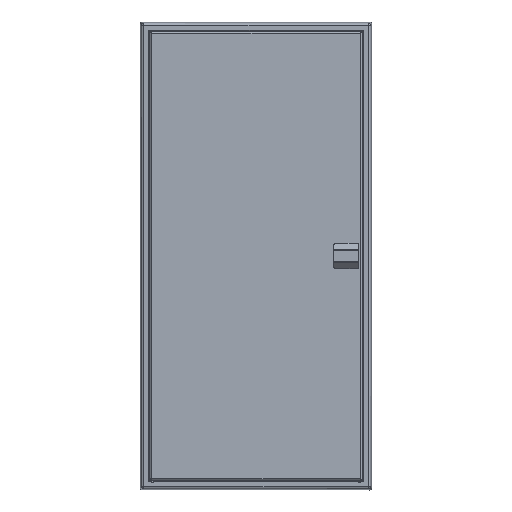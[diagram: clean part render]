
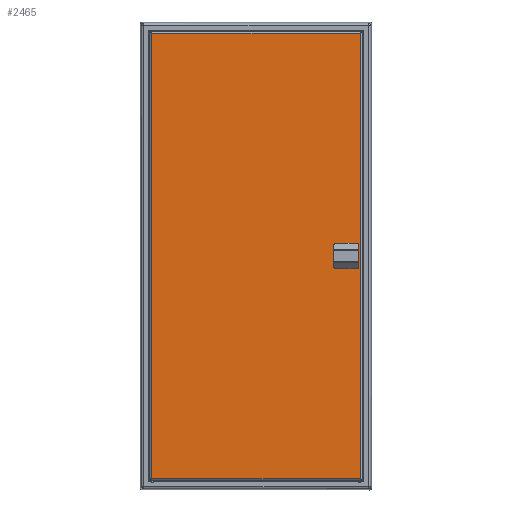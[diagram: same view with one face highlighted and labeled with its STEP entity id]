
A CAD part, front view. The second image highlights one B-rep face of the part: STEP entity #2465.
In plain terms, the highlighted face is planar.
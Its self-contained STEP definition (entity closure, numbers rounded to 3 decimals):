
#383=CARTESIAN_POINT('',(-139.849,94.133,-235.354));
#388=DIRECTION('',(0.,0.,1.));
#389=VECTOR('',#388,595.727);
#390=CARTESIAN_POINT('',(139.837,94.133,-235.354));
#391=LINE('',#390,#389);
#395=DIRECTION('',(0.,0.,-1.));
#396=VECTOR('',#395,595.727);
#397=CARTESIAN_POINT('',(-139.849,94.133,360.373));
#398=LINE('',#397,#396);
#402=DIRECTION('',(0.,0.,1.));
#403=VECTOR('',#402,29.337);
#404=CARTESIAN_POINT('',(104.1,94.133,47.832));
#405=LINE('',#404,#403);
#409=DIRECTION('',(1.,0.,0.));
#410=VECTOR('',#409,29.337);
#411=CARTESIAN_POINT('',(106.3,94.133,79.369));
#412=LINE('',#411,#410);
#416=DIRECTION('',(0.,0.,-1.));
#417=VECTOR('',#416,29.337);
#418=CARTESIAN_POINT('',(137.838,94.133,77.169));
#419=LINE('',#418,#417);
#423=DIRECTION('',(-1.,0.,0.));
#424=VECTOR('',#423,29.337);
#425=CARTESIAN_POINT('',(135.638,94.133,45.632));
#426=LINE('',#425,#424);
#444=CARTESIAN_POINT('',(139.837,94.133,360.373));
#960=DIRECTION('',(-1.,0.,0.));
#961=VECTOR('',#960,279.686);
#962=CARTESIAN_POINT('',(139.837,94.133,-235.354));
#963=LINE('',#962,#961);
#981=CARTESIAN_POINT('',(139.837,94.133,-235.354));
#1745=DIRECTION('',(1.,0.,0.));
#1746=VECTOR('',#1745,279.686);
#1747=CARTESIAN_POINT('',(-139.849,94.133,360.373));
#1748=LINE('',#1747,#1746);
#1767=CARTESIAN_POINT('',(-139.849,94.133,360.373));
#1894=CARTESIAN_POINT('',(106.3,94.133,77.169));
#1895=DIRECTION('',(0.,-1.,0.));
#1896=DIRECTION('',(0.,0.,1.));
#1897=AXIS2_PLACEMENT_3D('',#1894,#1895,#1896);
#1924=CARTESIAN_POINT('',(135.638,94.133,77.169));
#1925=DIRECTION('',(0.,-1.,0.));
#1926=DIRECTION('',(1.,0.,0.));
#1927=AXIS2_PLACEMENT_3D('',#1924,#1925,#1926);
#1954=CARTESIAN_POINT('',(135.638,94.133,47.832));
#1955=DIRECTION('',(0.,-1.,0.));
#1956=DIRECTION('',(0.,0.,-1.));
#1957=AXIS2_PLACEMENT_3D('',#1954,#1955,#1956);
#1984=CARTESIAN_POINT('',(106.3,94.133,47.832));
#1985=DIRECTION('',(0.,-1.,0.));
#1986=DIRECTION('',(-1.,0.,0.));
#1987=AXIS2_PLACEMENT_3D('',#1984,#1985,#1986);
#2058=VERTEX_POINT('',#383);
#2084=VERTEX_POINT('',#981);
#2171=VERTEX_POINT('',#1767);
#2172=VERTEX_POINT('',#444);
#2194=CARTESIAN_POINT('',(137.838,94.133,77.169));
#2196=VERTEX_POINT('',#2194);
#2198=CARTESIAN_POINT('',(135.638,94.133,79.369));
#2200=VERTEX_POINT('',#2198);
#2202=CARTESIAN_POINT('',(106.3,94.133,79.369));
#2204=VERTEX_POINT('',#2202);
#2206=CARTESIAN_POINT('',(104.1,94.133,77.169));
#2208=VERTEX_POINT('',#2206);
#2210=CARTESIAN_POINT('',(104.1,94.133,47.832));
#2212=VERTEX_POINT('',#2210);
#2214=CARTESIAN_POINT('',(106.3,94.133,45.632));
#2216=VERTEX_POINT('',#2214);
#2218=CARTESIAN_POINT('',(135.638,94.133,45.632));
#2220=VERTEX_POINT('',#2218);
#2222=CARTESIAN_POINT('',(137.838,94.133,47.832));
#2224=VERTEX_POINT('',#2222);
#2433=CARTESIAN_POINT('',(-0.006,94.133,
-15.007));
#2434=DIRECTION('',(0.,-1.,0.));
#2435=DIRECTION('',(-1.,0.,0.));
#2436=AXIS2_PLACEMENT_3D('',#2433,#2434,#2435);
#2437=PLANE('',#2436);
#2439=ORIENTED_EDGE('',*,*,#2438,.T.);
#2441=ORIENTED_EDGE('',*,*,#2440,.F.);
#2442=ORIENTED_EDGE('',*,*,#2416,.T.);
#2444=ORIENTED_EDGE('',*,*,#2443,.F.);
#2445=EDGE_LOOP('',(#2439,#2441,#2442,#2444));
#2446=FACE_OUTER_BOUND('',#2445,.F.);
#2448=ORIENTED_EDGE('',*,*,#2447,.T.);
#2450=ORIENTED_EDGE('',*,*,#2449,.F.);
#2452=ORIENTED_EDGE('',*,*,#2451,.T.);
#2454=ORIENTED_EDGE('',*,*,#2453,.F.);
#2456=ORIENTED_EDGE('',*,*,#2455,.T.);
#2458=ORIENTED_EDGE('',*,*,#2457,.F.);
#2460=ORIENTED_EDGE('',*,*,#2459,.T.);
#2462=ORIENTED_EDGE('',*,*,#2461,.F.);
#2463=EDGE_LOOP('',(#2448,#2450,#2452,#2454,#2456,#2458,#2460,#2462));
#2464=FACE_BOUND('',#2463,.F.);
#1898=CIRCLE('',#1897,2.2);
#1928=CIRCLE('',#1927,2.2);
#1958=CIRCLE('',#1957,2.2);
#1988=CIRCLE('',#1987,2.2);
#2416=EDGE_CURVE('',#2171,#2058,#398,.T.);
#2438=EDGE_CURVE('',#2084,#2172,#391,.T.);
#2440=EDGE_CURVE('',#2171,#2172,#1748,.T.);
#2443=EDGE_CURVE('',#2084,#2058,#963,.T.);
#2447=EDGE_CURVE('',#2212,#2208,#405,.T.);
#2449=EDGE_CURVE('',#2204,#2208,#1898,.T.);
#2451=EDGE_CURVE('',#2204,#2200,#412,.T.);
#2453=EDGE_CURVE('',#2196,#2200,#1928,.T.);
#2455=EDGE_CURVE('',#2196,#2224,#419,.T.);
#2457=EDGE_CURVE('',#2220,#2224,#1958,.T.);
#2459=EDGE_CURVE('',#2220,#2216,#426,.T.);
#2461=EDGE_CURVE('',#2212,#2216,#1988,.T.);
#2465=ADVANCED_FACE('',(#2446,#2464),#2437,.F.);
